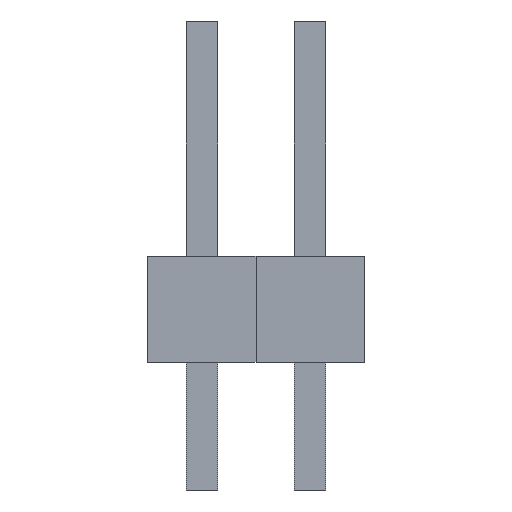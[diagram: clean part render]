
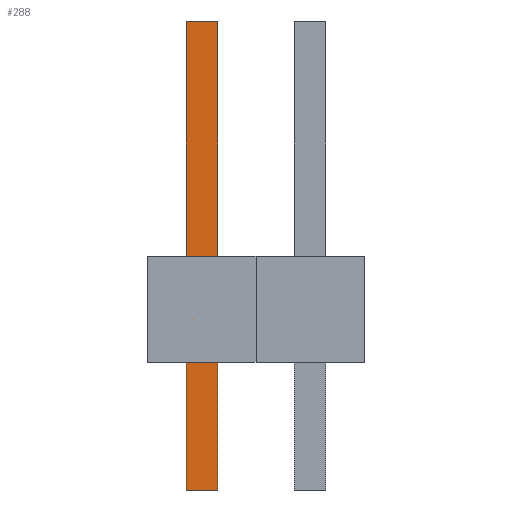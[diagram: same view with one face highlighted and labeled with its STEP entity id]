
A CAD part, front view. The second image highlights one B-rep face of the part: STEP entity #288.
In plain terms, the highlighted planar face has unit normal (0, -1, 0).
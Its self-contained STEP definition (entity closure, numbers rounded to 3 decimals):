
#13=DIRECTION('',(0.,0.,1.));
#14=DIRECTION('',(1.,0.,0.));
#129=VECTOR('',#13,1.);
#136=DIRECTION('',(0.,1.,0.));
#178=VECTOR('',#14,1.);
#242=EDGE_CURVE('',#243,#245,#247,.T.);
#243=VERTEX_POINT('',#244);
#244=CARTESIAN_POINT('',(-0.371,-0.371,-3.));
#245=VERTEX_POINT('',#246);
#246=CARTESIAN_POINT('',(-0.371,-0.371,8.));
#247=LINE('',#244,#129);
#266=ORIENTED_EDGE('',*,*,#267,.F.);
#267=EDGE_CURVE('',#268,#270,#272,.T.);
#268=VERTEX_POINT('',#269);
#269=CARTESIAN_POINT('',(0.371,-0.371,-3.));
#270=VERTEX_POINT('',#271);
#271=CARTESIAN_POINT('',(0.371,-0.371,8.));
#272=LINE('',#269,#129);
#288=ADVANCED_FACE('',(#289),#298,.F.);
#289=FACE_BOUND('',#290,.F.);
#290=EDGE_LOOP('',(#291,#294,#295,#266));
#291=ORIENTED_EDGE('',*,*,#292,.F.);
#292=EDGE_CURVE('',#243,#268,#293,.T.);
#293=LINE('',#244,#178);
#294=ORIENTED_EDGE('',*,*,#242,.T.);
#295=ORIENTED_EDGE('',*,*,#296,.T.);
#296=EDGE_CURVE('',#245,#270,#297,.T.);
#297=LINE('',#246,#178);
#298=PLANE('',#299);
#299=AXIS2_PLACEMENT_3D('',#244,#136,#13);
